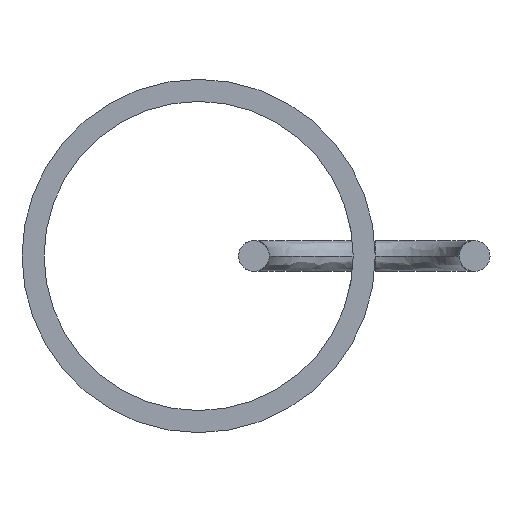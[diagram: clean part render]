
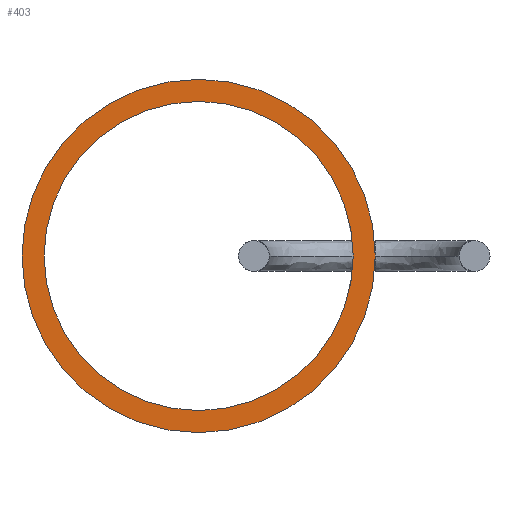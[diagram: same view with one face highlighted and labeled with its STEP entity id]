
A CAD part, front view. The second image highlights one B-rep face of the part: STEP entity #403.
In plain terms, the highlighted planar face has unit normal (0, -1, 0).
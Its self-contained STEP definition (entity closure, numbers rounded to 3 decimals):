
#34 = EDGE_CURVE ( 'NONE', #648, #322, #71, .T. ) ;
#71 = CIRCLE ( 'NONE', #319, 4. ) ;
#75 = CARTESIAN_POINT ( 'NONE',  ( 0., 0., 0. ) ) ;
#96 = CIRCLE ( 'NONE', #880, 4. ) ;
#126 = EDGE_CURVE ( 'NONE', #867, #413, #482, .T. ) ;
#149 = DIRECTION ( 'NONE',  ( 0., 0., 1. ) ) ;
#234 = PLANE ( 'NONE',  #559 ) ;
#238 = DIRECTION ( 'NONE',  ( 0., 1., 0. ) ) ;
#245 = DIRECTION ( 'NONE',  ( 0., 1., 0. ) ) ;
#252 = AXIS2_PLACEMENT_3D ( 'NONE', #75, #540, #463 ) ;
#319 = AXIS2_PLACEMENT_3D ( 'NONE', #395, #814, #330 ) ;
#322 = VERTEX_POINT ( 'NONE', #461 ) ;
#330 = DIRECTION ( 'NONE',  ( 0., 0., 1. ) ) ;
#365 = DIRECTION ( 'NONE',  ( 0., 1., 0. ) ) ;
#373 = FACE_BOUND ( 'NONE', #481, .T. ) ;
#395 = CARTESIAN_POINT ( 'NONE',  ( 0., 0., 0. ) ) ;
#403 = ADVANCED_FACE ( 'NONE', ( #533, #373 ), #234, .F. ) ;
#413 = VERTEX_POINT ( 'NONE', #598 ) ;
#461 = CARTESIAN_POINT ( 'NONE',  ( 0., 0., 4. ) ) ;
#463 = DIRECTION ( 'NONE',  ( 0., 0., 1. ) ) ;
#469 = EDGE_LOOP ( 'NONE', ( #875, #496 ) ) ;
#481 = EDGE_LOOP ( 'NONE', ( #695, #541 ) ) ;
#482 = CIRCLE ( 'NONE', #252, 3.5 ) ;
#490 = AXIS2_PLACEMENT_3D ( 'NONE', #665, #245, #736 ) ;
#496 = ORIENTED_EDGE ( 'NONE', *, *, #519, .F. ) ;
#507 = CIRCLE ( 'NONE', #490, 3.5 ) ;
#519 = EDGE_CURVE ( 'NONE', #322, #648, #96, .T. ) ;
#533 = FACE_OUTER_BOUND ( 'NONE', #469, .T. ) ;
#540 = DIRECTION ( 'NONE',  ( 0., 1., 0. ) ) ;
#541 = ORIENTED_EDGE ( 'NONE', *, *, #126, .T. ) ;
#559 = AXIS2_PLACEMENT_3D ( 'NONE', #578, #365, #149 ) ;
#578 = CARTESIAN_POINT ( 'NONE',  ( 0., 0., 0. ) ) ;
#598 = CARTESIAN_POINT ( 'NONE',  ( 0., 0., -3.5 ) ) ;
#631 = EDGE_CURVE ( 'NONE', #413, #867, #507, .T. ) ;
#648 = VERTEX_POINT ( 'NONE', #799 ) ;
#656 = CARTESIAN_POINT ( 'NONE',  ( 0., 0., 0. ) ) ;
#665 = CARTESIAN_POINT ( 'NONE',  ( 0., 0., 0. ) ) ;
#695 = ORIENTED_EDGE ( 'NONE', *, *, #631, .T. ) ;
#729 = DIRECTION ( 'NONE',  ( 0., 0., 1. ) ) ;
#736 = DIRECTION ( 'NONE',  ( 0., 0., 1. ) ) ;
#799 = CARTESIAN_POINT ( 'NONE',  ( 0., 0., -4. ) ) ;
#814 = DIRECTION ( 'NONE',  ( 0., 1., 0. ) ) ;
#837 = CARTESIAN_POINT ( 'NONE',  ( 0., 0., 3.5 ) ) ;
#867 = VERTEX_POINT ( 'NONE', #837 ) ;
#875 = ORIENTED_EDGE ( 'NONE', *, *, #34, .F. ) ;
#880 = AXIS2_PLACEMENT_3D ( 'NONE', #656, #238, #729 ) ;
